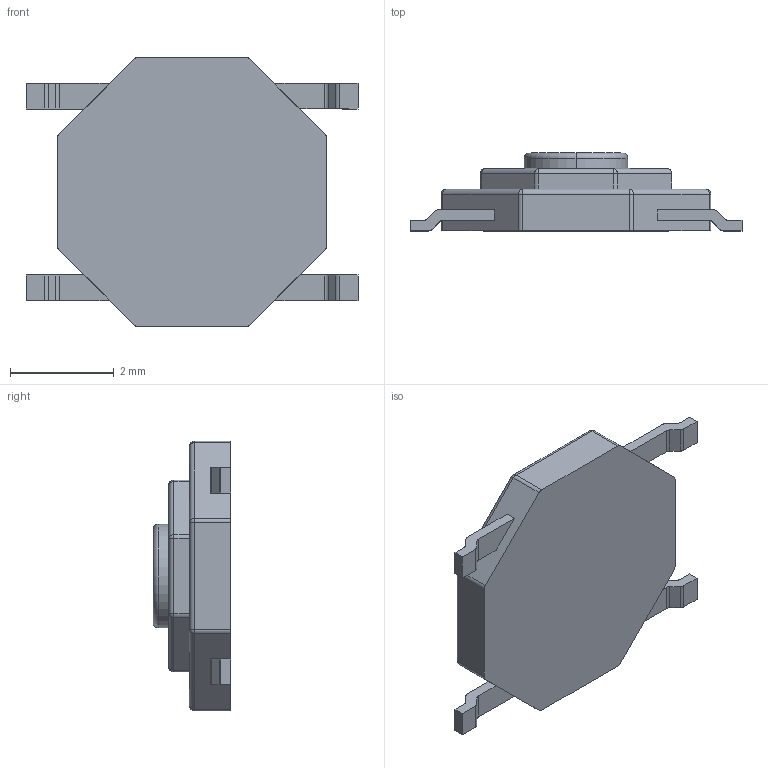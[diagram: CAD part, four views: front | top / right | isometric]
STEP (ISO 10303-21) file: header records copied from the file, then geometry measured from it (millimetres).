
FILE_DESCRIPTION (( 'STEP AP214' ), '1' );
FILE_NAME ('Push-button_SMD_SKQGAFE010.STEP', '2023-03-30T10:53:58', ( '' ), ( '' ), 'SwSTEP 2.0', 'SolidWorks 2022', '' );
FILE_SCHEMA (( 'AUTOMOTIVE_DESIGN' ));
Length unit declared in the file: millimetre
Products named in the file (1): Push-button_SMD_SKQGAFE010
Bounding box: 6.4 x 1.5 x 5.2 mm (x, y, z)
Volume: 23.9 mm3; surface area: 71.8 mm2
Topology: 1 solids, 1 shells, 122 faces, 308 edges, 180 vertices
Faces by surface type: plane 56, cylinder 49, sphere 15, torus 2
Entity records: 4890 total; most frequent: DIRECTION 639, CARTESIAN_POINT 600, ORIENTED_EDGE 588, EDGE_CURVE 294, AXIS2_PLACEMENT_3D 223, LINE 193, VECTOR 193, VERTEX_POINT 180
